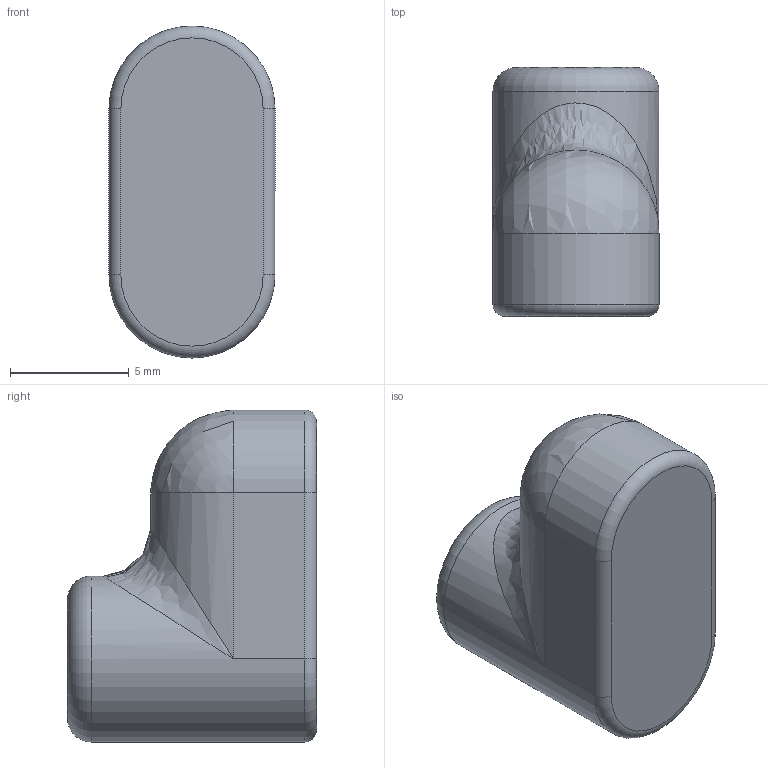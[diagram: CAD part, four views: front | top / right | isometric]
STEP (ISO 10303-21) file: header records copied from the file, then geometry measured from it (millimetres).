
FILE_DESCRIPTION(/* description */ (''),/* implementation_level */ '2;1');
FILE_NAME(/* name */ 'Bota.step',/* time_stamp */ '2017-03-01T19:31:19+01:00',/* author */ ('Rubén'),/* organization */ (''),/* preprocessor_version */ 'ST-DEVELOPER v15.2',/* originating_system */ 'Autodesk Inventor 2014',/* authorisation */ '');
FILE_SCHEMA (('AUTOMOTIVE_DESIGN { 1 0 10303 214 3 1 1 }'));
Length unit declared in the file: millimetre
Products named in the file (1): Bota
Bounding box: 7 x 10.5 x 14 mm (x, y, z)
Volume: 618.4 mm3; surface area: 540.1 mm2
Topology: 1 solids, 1 shells, 16 faces, 33 edges, 16 vertices
Faces by surface type: cylinder 6, plane 5, torus 3, bspline 1, sphere 1
Full cylindrical faces by diameter (mm): 3.5 x1, 7 x1
Entity records: 441 total; most frequent: CARTESIAN_POINT 108, DIRECTION 74, ORIENTED_EDGE 52, AXIS2_PLACEMENT_3D 32, EDGE_CURVE 26, EDGE_LOOP 20, VERTEX_POINT 16, ADVANCED_FACE 16
